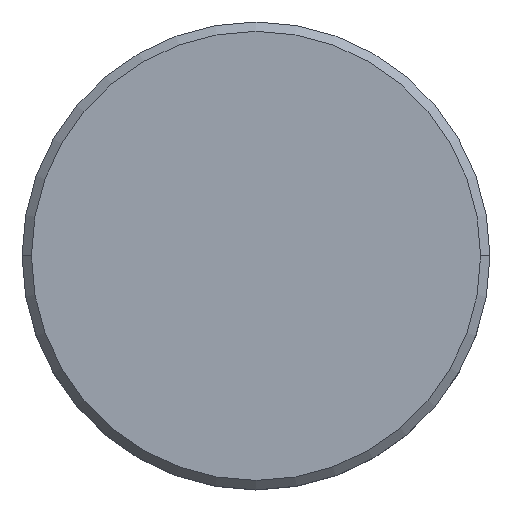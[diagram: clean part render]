
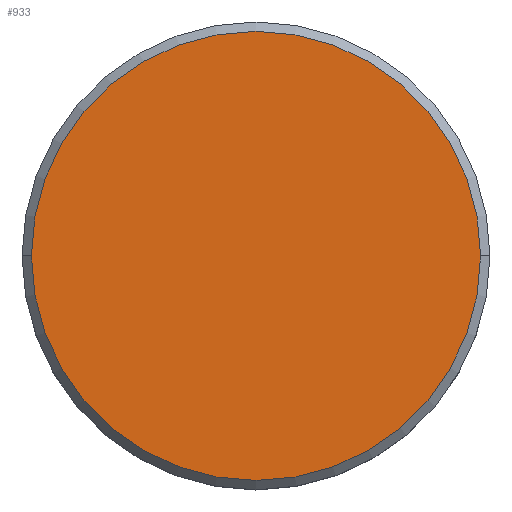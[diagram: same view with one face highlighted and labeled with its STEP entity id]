
A CAD part, top view. The second image highlights one B-rep face of the part: STEP entity #933.
In plain terms, the highlighted planar face has unit normal (0, 0, 1).
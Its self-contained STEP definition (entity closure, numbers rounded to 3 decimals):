
#74 = DIRECTION ( 'NONE',  ( 0., 0., 1. ) ) ;
#78 = VERTEX_POINT ( 'NONE', #332 ) ;
#162 = ORIENTED_EDGE ( 'NONE', *, *, #866, .T. ) ;
#238 = CARTESIAN_POINT ( 'NONE',  ( 0., 0., 0. ) ) ;
#284 = AXIS2_PLACEMENT_3D ( 'NONE', #388, #750, #1109 ) ;
#332 = CARTESIAN_POINT ( 'NONE',  ( -12., 0., 0. ) ) ;
#388 = CARTESIAN_POINT ( 'NONE',  ( 0., 0., 0. ) ) ;
#450 = FACE_OUTER_BOUND ( 'NONE', #712, .T. ) ;
#455 = CARTESIAN_POINT ( 'NONE',  ( 12., 0., 0. ) ) ;
#485 = VERTEX_POINT ( 'NONE', #455 ) ;
#582 = AXIS2_PLACEMENT_3D ( 'NONE', #238, #764, #953 ) ;
#584 = AXIS2_PLACEMENT_3D ( 'NONE', #600, #74, #871 ) ;
#600 = CARTESIAN_POINT ( 'NONE',  ( 0., 0., 0. ) ) ;
#609 = ORIENTED_EDGE ( 'NONE', *, *, #619, .T. ) ;
#619 = EDGE_CURVE ( 'NONE', #485, #78, #875, .T. ) ;
#625 = CIRCLE ( 'NONE', #284, 12. ) ;
#712 = EDGE_LOOP ( 'NONE', ( #162, #609 ) ) ;
#750 = DIRECTION ( 'NONE',  ( 0., 0., 1. ) ) ;
#764 = DIRECTION ( 'NONE',  ( 0., 0., 1. ) ) ;
#866 = EDGE_CURVE ( 'NONE', #78, #485, #625, .T. ) ;
#871 = DIRECTION ( 'NONE',  ( 1., 0., 0. ) ) ;
#875 = CIRCLE ( 'NONE', #582, 12. ) ;
#933 = ADVANCED_FACE ( 'NONE', ( #450 ), #1088, .T. ) ;
#953 = DIRECTION ( 'NONE',  ( 1., 0., 0. ) ) ;
#1088 = PLANE ( 'NONE',  #584 ) ;
#1109 = DIRECTION ( 'NONE',  ( 1., 0., 0. ) ) ;
